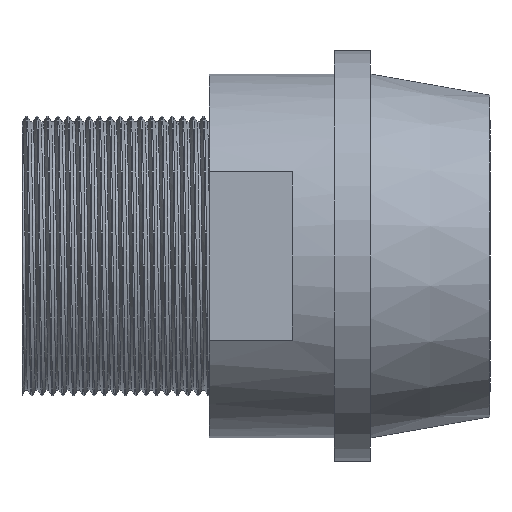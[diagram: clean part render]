
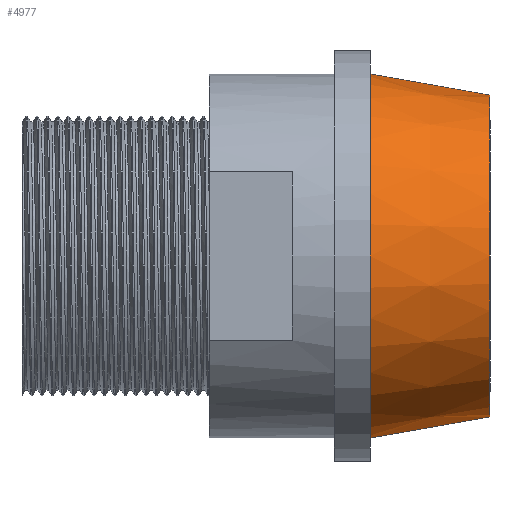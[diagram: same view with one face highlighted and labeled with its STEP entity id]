
A CAD part, front view. The second image highlights one B-rep face of the part: STEP entity #4977.
In plain terms, the highlighted conical face has half-angle 10 degrees and reference radius 17.5 mm.
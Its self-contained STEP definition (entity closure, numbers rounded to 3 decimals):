
#444 = CARTESIAN_POINT ( 'NONE',  ( -11.5, 0., 17.5 ) ) ;
#496 = VERTEX_POINT ( 'NONE', #2466 ) ;
#565 = DIRECTION ( 'NONE',  ( -1., 0., 0. ) ) ;
#644 = DIRECTION ( 'NONE',  ( -1., 0., 0. ) ) ;
#659 = VECTOR ( 'NONE', #1236, 1000. ) ;
#1078 = EDGE_CURVE ( 'NONE', #2143, #4231, #5499, .T. ) ;
#1123 = EDGE_LOOP ( 'NONE', ( #2906, #3652, #4177, #5060 ) ) ;
#1177 = CARTESIAN_POINT ( 'NONE',  ( 0., 0., 0. ) ) ;
#1203 = CIRCLE ( 'NONE', #4392, 15.472 ) ;
#1236 = DIRECTION ( 'NONE',  ( -0.985, 0., 0.174 ) ) ;
#1556 = CARTESIAN_POINT ( 'NONE',  ( -11.5, 0., 0. ) ) ;
#1724 = CARTESIAN_POINT ( 'NONE',  ( -11.5, 0., 17.5 ) ) ;
#1957 = FACE_OUTER_BOUND ( 'NONE', #1123, .T. ) ;
#2143 = VERTEX_POINT ( 'NONE', #5445 ) ;
#2290 = VECTOR ( 'NONE', #5458, 1000. ) ;
#2293 = VERTEX_POINT ( 'NONE', #5016 ) ;
#2466 = CARTESIAN_POINT ( 'NONE',  ( 0., 0., -15.472 ) ) ;
#2503 = EDGE_CURVE ( 'NONE', #496, #2293, #1203, .T. ) ;
#2664 = LINE ( 'NONE', #1724, #659 ) ;
#2906 = ORIENTED_EDGE ( 'NONE', *, *, #4944, .F. ) ;
#2918 = CONICAL_SURFACE ( 'NONE', #4481, 17.5, 0.175 ) ;
#3014 = AXIS2_PLACEMENT_3D ( 'NONE', #3202, #565, #4464 ) ;
#3202 = CARTESIAN_POINT ( 'NONE',  ( -11.5, 0., 0. ) ) ;
#3452 = DIRECTION ( 'NONE',  ( 0., 0., 1. ) ) ;
#3652 = ORIENTED_EDGE ( 'NONE', *, *, #2503, .T. ) ;
#3716 = LINE ( 'NONE', #4551, #2290 ) ;
#4177 = ORIENTED_EDGE ( 'NONE', *, *, #4211, .T. ) ;
#4211 = EDGE_CURVE ( 'NONE', #2293, #4231, #2664, .T. ) ;
#4231 = VERTEX_POINT ( 'NONE', #444 ) ;
#4392 = AXIS2_PLACEMENT_3D ( 'NONE', #1177, #5616, #3452 ) ;
#4464 = DIRECTION ( 'NONE',  ( 0., 0., 1. ) ) ;
#4481 = AXIS2_PLACEMENT_3D ( 'NONE', #1556, #644, #5513 ) ;
#4551 = CARTESIAN_POINT ( 'NONE',  ( -11.5, 0., -17.5 ) ) ;
#4944 = EDGE_CURVE ( 'NONE', #496, #2143, #3716, .T. ) ;
#4977 = ADVANCED_FACE ( 'NONE', ( #1957 ), #2918, .T. ) ;
#5016 = CARTESIAN_POINT ( 'NONE',  ( 0., 0., 15.472 ) ) ;
#5060 = ORIENTED_EDGE ( 'NONE', *, *, #1078, .F. ) ;
#5445 = CARTESIAN_POINT ( 'NONE',  ( -11.5, 0., -17.5 ) ) ;
#5458 = DIRECTION ( 'NONE',  ( -0.985, 0., -0.174 ) ) ;
#5499 = CIRCLE ( 'NONE', #3014, 17.5 ) ;
#5513 = DIRECTION ( 'NONE',  ( 0., 0., 1. ) ) ;
#5616 = DIRECTION ( 'NONE',  ( -1., 0., 0. ) ) ;
